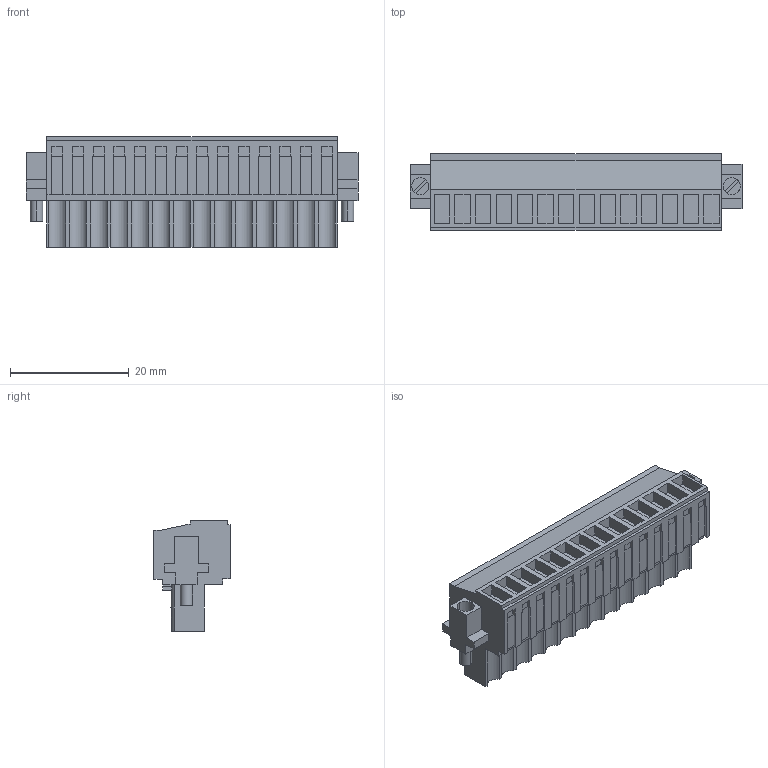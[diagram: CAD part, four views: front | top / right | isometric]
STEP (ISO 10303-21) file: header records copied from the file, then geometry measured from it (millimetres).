
FILE_DESCRIPTION(('CATIA V5R24 STEP','CAx-IF Rec.Pracs.--- Model Styling and Organization---1.2---2011-12-15'),'2;1');
FILE_NAME ('D1453275_0_1606760000_1606760000.stp','2017-05-09T12:53:34+00:00',('none'),('Weidmueller'),'CATIA Version 5-6 Release 2014 SP4 HF52','CATIA V5 STEP AP214','none');
FILE_SCHEMA(('AUTOMOTIVE_DESIGN { 1 0 10303 214 1 1 1 1 }'));
Length unit declared in the file: millimetre
Products named in the file (1): 1606760000
Bounding box: 56 x 12.9 x 18.7 mm (x, y, z)
Volume: 7465.6 mm3; surface area: 6072.8 mm2
Topology: 17 solids, 17 shells, 897 faces, 2507 edges, 1706 vertices
Faces by surface type: plane 793, cylinder 104
Entity records: 27685 total; most frequent: CARTESIAN_POINT 5071, ORIENTED_EDGE 5014, DIRECTION 3602, EDGE_CURVE 2507, VECTOR 2147, LINE 2147, VERTEX_POINT 1706, EDGE_LOOP 963
